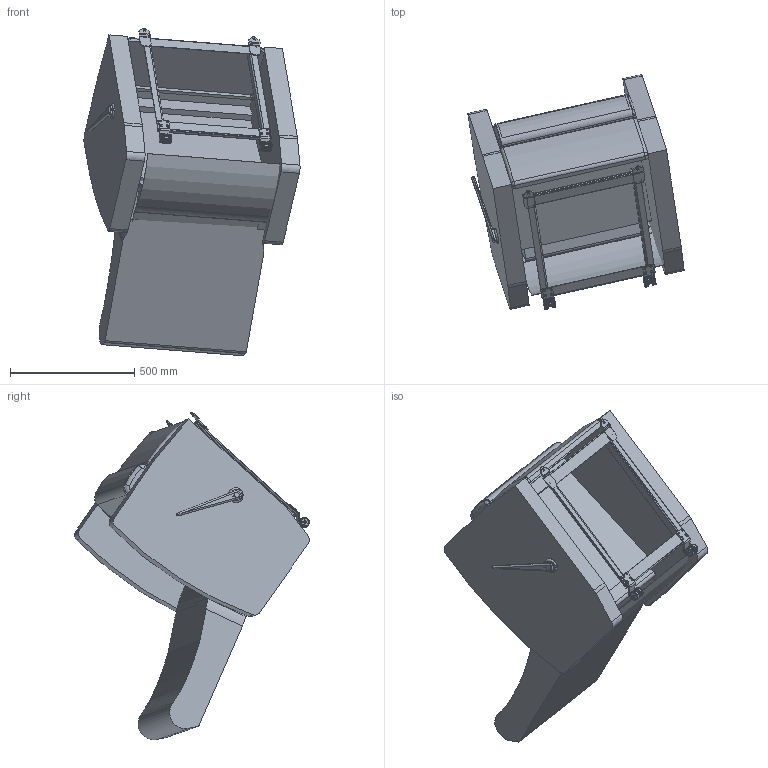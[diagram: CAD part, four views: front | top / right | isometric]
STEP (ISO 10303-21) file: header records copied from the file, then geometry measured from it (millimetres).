
FILE_DESCRIPTION(/* description */ (''),/* implementation_level */ '2;1');
FILE_NAME(/* name */ 'KL1304F.stp',/* time_stamp */ '2018-05-23T09:14:34-04:00',/* author */ ('emehringer'),/* organization */ (''),/* preprocessor_version */ 'ST-DEVELOPER v16.13',/* originating_system */ 'Autodesk Inventor 2018',/* authorisation */ '');
FILE_SCHEMA (('AUTOMOTIVE_DESIGN { 1 0 10303 214 3 1 1 }'));
Length unit declared in the file: inch
Products named in the file (17): KL1304F; HANDLE 3/4 BLK; UBASE E1304 (CABLE LEVER); OD1305 UBACK; USEAT 1304; OD1305 UKO; H1010 UBACK COVER; MECH 1304A generic; WALL RAIL EXT generic; RAILEX-1 18.438 generic; RAILEX-1 18.438 generic_1; 3420370000 generic; 1304 CASTER PLT; CAST CAR 37MM; 516-18 X .5 THREADED STEM; 37MM TWIN WHEEL CASTER WHEEL; 5/16X.18 LK NUT
Assembly tree (21 placements, depth 4):
  KL1304F
    HANDLE 3/4 BLK
    UBASE E1304 (CABLE LEVER)
    OD1305 UBACK
    USEAT 1304
    OD1305 UKO
    H1010 UBACK COVER
    MECH 1304A generic
      WALL RAIL EXT generic  x2
      RAILEX-1 18.438 generic
      RAILEX-1 18.438 generic_1
      3420370000 generic  x2
      1304 CASTER PLT  x2
      CAST CAR 37MM  x2
        516-18 X .5 THREADED STEM
        37MM TWIN WHEEL CASTER WHEEL
      5/16X.18 LK NUT  x2
Bounding box: 869.82 x 945.7 x 1318.41 mm (x, y, z)
Volume: 149685849.2 mm3; surface area: 5072535.3 mm2
Topology: 25 solids, 27 shells, 1129 faces, 2997 edges, 1918 vertices
Faces by surface type: plane 667, cylinder 326, bspline 78, cone 29, torus 19, sphere 10
Full cylindrical faces by diameter (mm): 5.334 x1, 6.401 x4, 7.112 x4, 7.874 x4, 7.925 x2, 8.636 x4, 8.89 x10, 9.525 x2, 9.541 x1, 10.16 x4, 10.668 x4, 12.7 x2, 37.084 x4, 42.037 x1, 60.325 x1
Entity records: 23536 total; most frequent: CARTESIAN_POINT 5511, ORIENTED_EDGE 3578, DIRECTION 3572, EDGE_CURVE 1779, AXIS2_PLACEMENT_3D 1219, VERTEX_POINT 1154, LINE 1134, VECTOR 1134
